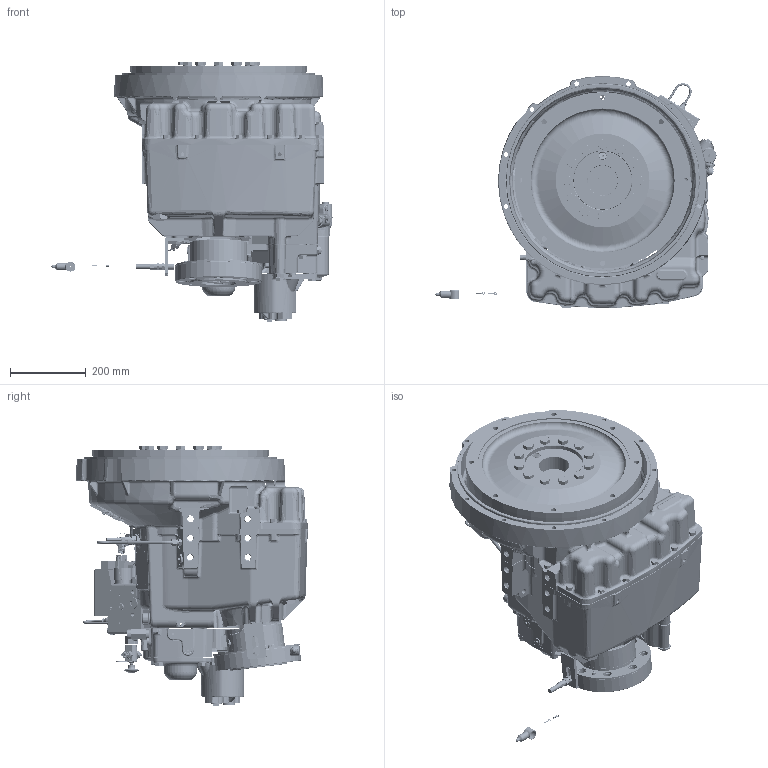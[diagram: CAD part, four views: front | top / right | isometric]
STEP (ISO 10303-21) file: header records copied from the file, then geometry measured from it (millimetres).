
FILE_DESCRIPTION (( 'STEP AP214' ), '1' );
FILE_NAME ('1026597D.STEP', '2016-09-30T20:45:53', ( '' ), ( '' ), 'SwSTEP 2.0', 'SolidWorks 2015', '' );
FILE_SCHEMA (( 'AUTOMOTIVE_DESIGN' ));
Length unit declared in the file: millimetre
Products named in the file (1): 1026597D
Bounding box: 743.83 x 614.14 x 689.35 mm (x, y, z)
Surface area: 2998860.5 mm2 (no closed solid volume)
Topology: 0 solids, 377 shells, 4595 faces, 16793 edges, 12062 vertices
Faces by surface type: plane 1379, cylinder 1364, bspline 992, cone 414, torus 321, sphere 125
Entity records: 655346 total; most frequent: CARTESIAN_POINT 472480, DIRECTION 26235, ORIENTED_EDGE 25464, EDGE_CURVE 16699, VERTEX_POINT 12041, AXIS2_PLACEMENT_3D 10065, CIRCLE 6463, LINE 6105
